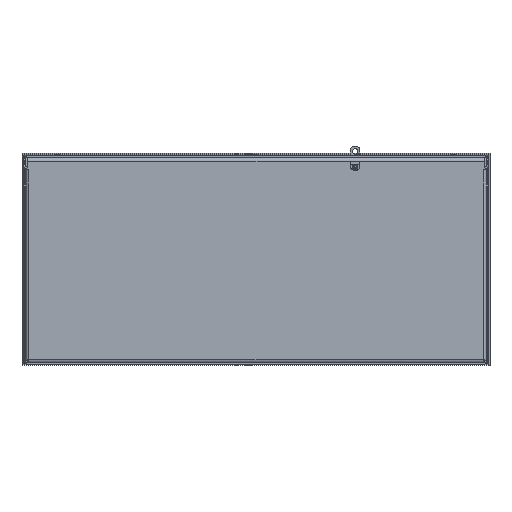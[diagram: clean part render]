
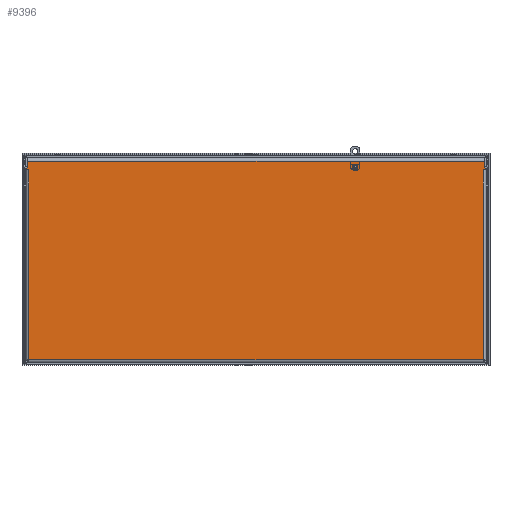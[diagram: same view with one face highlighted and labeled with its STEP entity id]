
A CAD part, front view. The second image highlights one B-rep face of the part: STEP entity #9396.
In plain terms, the highlighted planar face has unit normal (0, -1, 0).
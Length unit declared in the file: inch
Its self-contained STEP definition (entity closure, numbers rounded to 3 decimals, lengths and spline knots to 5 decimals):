
#48 = DIRECTION ( 'NONE',  ( 0., 0., -1. ) ) ;
#57 = DIRECTION ( 'NONE',  ( -1., 0., 0. ) ) ;
#66 = CARTESIAN_POINT ( 'NONE',  ( -8.86988, -18., -1.63375 ) ) ;
#239 = VERTEX_POINT ( 'NONE', #2756 ) ;
#452 = LINE ( 'NONE', #3878, #16285 ) ;
#555 = VECTOR ( 'NONE', #48, 39.37008 ) ;
#599 = DIRECTION ( 'NONE',  ( 1., 0., 0. ) ) ;
#1025 = VECTOR ( 'NONE', #1782, 39.37008 ) ;
#1187 = EDGE_CURVE ( 'NONE', #3153, #16008, #1995, .T. ) ;
#1410 = CARTESIAN_POINT ( 'NONE',  ( 17.73975, -18., -1.63375 ) ) ;
#1518 = CARTESIAN_POINT ( 'NONE',  ( 17.73955, -18., 13.18412 ) ) ;
#1782 = DIRECTION ( 'NONE',  ( 0., 0., -1. ) ) ;
#1816 = LINE ( 'NONE', #10371, #1025 ) ;
#1995 = LINE ( 'NONE', #66, #6474 ) ;
#1996 = FACE_OUTER_BOUND ( 'NONE', #8141, .T. ) ;
#2626 = VERTEX_POINT ( 'NONE', #1518 ) ;
#2643 = CARTESIAN_POINT ( 'NONE',  ( 17.73955, -18., 9.65287 ) ) ;
#2756 = CARTESIAN_POINT ( 'NONE',  ( -17.73955, -18., 13.18432 ) ) ;
#2860 = DIRECTION ( 'NONE',  ( 1., 0., 0. ) ) ;
#2962 = LINE ( 'NONE', #12916, #11877 ) ;
#3043 = EDGE_CURVE ( 'NONE', #20656, #16873, #19295, .T. ) ;
#3072 = AXIS2_PLACEMENT_3D ( 'NONE', #21422, #17835, #4313 ) ;
#3153 = VERTEX_POINT ( 'NONE', #3366 ) ;
#3238 = VECTOR ( 'NONE', #2860, 39.37008 ) ;
#3280 = CARTESIAN_POINT ( 'NONE',  ( 8.92219, -18., 13.877 ) ) ;
#3366 = CARTESIAN_POINT ( 'NONE',  ( -17.73975, -18., -1.63375 ) ) ;
#3449 = LINE ( 'NONE', #20146, #16077 ) ;
#3539 = ORIENTED_EDGE ( 'NONE', *, *, #9793, .T. ) ;
#3599 = VECTOR ( 'NONE', #11373, 39.37008 ) ;
#3736 = DIRECTION ( 'NONE',  ( 0., 0., 1. ) ) ;
#3779 = AXIS2_PLACEMENT_3D ( 'NONE', #21535, #8220, #4568 ) ;
#3800 = ORIENTED_EDGE ( 'NONE', *, *, #11594, .T. ) ;
#3878 = CARTESIAN_POINT ( 'NONE',  ( 17.73975, -18., 2.24393 ) ) ;
#3933 = VERTEX_POINT ( 'NONE', #6668 ) ;
#4313 = DIRECTION ( 'NONE',  ( 1., 0., 0. ) ) ;
#4383 = LINE ( 'NONE', #6249, #3599 ) ;
#4568 = DIRECTION ( 'NONE',  ( 1., 0., 0. ) ) ;
#4646 = ORIENTED_EDGE ( 'NONE', *, *, #10470, .T. ) ;
#4726 = CARTESIAN_POINT ( 'NONE',  ( 17.73955, -18., 13.18432 ) ) ;
#4743 = LINE ( 'NONE', #15211, #8669 ) ;
#4759 = CARTESIAN_POINT ( 'NONE',  ( 8.86978, -18., 13.18432 ) ) ;
#5145 = VECTOR ( 'NONE', #16597, 39.37008 ) ;
#5265 = LINE ( 'NONE', #20113, #12579 ) ;
#5382 = CIRCLE ( 'NONE', #3072, 0.1005 ) ;
#5601 = EDGE_CURVE ( 'NONE', #16008, #6304, #452, .T. ) ;
#5925 = CARTESIAN_POINT ( 'NONE',  ( -17.84438, -18., 13.877 ) ) ;
#6249 = CARTESIAN_POINT ( 'NONE',  ( 8.99219, -18., 13.18412 ) ) ;
#6304 = VERTEX_POINT ( 'NONE', #8275 ) ;
#6474 = VECTOR ( 'NONE', #10217, 39.37008 ) ;
#6668 = CARTESIAN_POINT ( 'NONE',  ( -17.73975, -18., 13.18412 ) ) ;
#6679 = VECTOR ( 'NONE', #12936, 39.37008 ) ;
#6886 = ORIENTED_EDGE ( 'NONE', *, *, #17008, .T. ) ;
#7354 = VERTEX_POINT ( 'NONE', #11629 ) ;
#7829 = EDGE_CURVE ( 'NONE', #6304, #2626, #4383, .T. ) ;
#7994 = CARTESIAN_POINT ( 'NONE',  ( 7.8505, -18., 13.42387 ) ) ;
#8141 = EDGE_LOOP ( 'NONE', ( #3800, #15375, #6886, #18422, #15439, #16247, #8643, #15510, #12976, #14672, #3539, #14585, #16589, #4646 ) ) ;
#8220 = DIRECTION ( 'NONE',  ( 0., 1., 0. ) ) ;
#8275 = CARTESIAN_POINT ( 'NONE',  ( 17.73975, -18., 13.18412 ) ) ;
#8643 = ORIENTED_EDGE ( 'NONE', *, *, #21283, .T. ) ;
#8669 = VECTOR ( 'NONE', #15416, 39.37008 ) ;
#8918 = VERTEX_POINT ( 'NONE', #14477 ) ;
#9396 = ADVANCED_FACE ( 'NONE', ( #1996, #19663 ), #19748, .F. ) ;
#9793 = EDGE_CURVE ( 'NONE', #2626, #20656, #10099, .T. ) ;
#10024 = DIRECTION ( 'NONE',  ( -0.5, 0., -0.866 ) ) ;
#10099 = LINE ( 'NONE', #2643, #6679 ) ;
#10217 = DIRECTION ( 'NONE',  ( 1., 0., 0. ) ) ;
#10371 = CARTESIAN_POINT ( 'NONE',  ( -17.84438, -18., 10.12162 ) ) ;
#10422 = CARTESIAN_POINT ( 'NONE',  ( 17.84437, -18., 13.42661 ) ) ;
#10470 = EDGE_CURVE ( 'NONE', #16354, #7354, #2962, .T. ) ;
#10878 = EDGE_LOOP ( 'NONE', ( #19618 ) ) ;
#11266 = DIRECTION ( 'NONE',  ( 0., 0., 1. ) ) ;
#11373 = DIRECTION ( 'NONE',  ( -1., 0., 0. ) ) ;
#11430 = LINE ( 'NONE', #17416, #17005 ) ;
#11594 = EDGE_CURVE ( 'NONE', #7354, #12495, #21266, .T. ) ;
#11629 = CARTESIAN_POINT ( 'NONE',  ( 17.84437, -18., 13.877 ) ) ;
#11754 = EDGE_CURVE ( 'NONE', #12495, #8918, #1816, .T. ) ;
#11830 = CARTESIAN_POINT ( 'NONE',  ( -17.73955, -18., 9.65297 ) ) ;
#11877 = VECTOR ( 'NONE', #11266, 39.37008 ) ;
#12324 = EDGE_CURVE ( 'NONE', #13681, #3933, #5265, .T. ) ;
#12495 = VERTEX_POINT ( 'NONE', #5925 ) ;
#12579 = VECTOR ( 'NONE', #57, 39.37008 ) ;
#12916 = CARTESIAN_POINT ( 'NONE',  ( 17.84438, -18., 9.77412 ) ) ;
#12936 = DIRECTION ( 'NONE',  ( 0., 0., 1. ) ) ;
#12976 = ORIENTED_EDGE ( 'NONE', *, *, #5601, .T. ) ;
#13312 = EDGE_CURVE ( 'NONE', #17906, #239, #11430, .T. ) ;
#13681 = VERTEX_POINT ( 'NONE', #15202 ) ;
#13694 = LINE ( 'NONE', #17548, #18231 ) ;
#14118 = CARTESIAN_POINT ( 'NONE',  ( -17.98426, -18., 13.18432 ) ) ;
#14477 = CARTESIAN_POINT ( 'NONE',  ( -17.84438, -18., 13.42661 ) ) ;
#14585 = ORIENTED_EDGE ( 'NONE', *, *, #3043, .T. ) ;
#14672 = ORIENTED_EDGE ( 'NONE', *, *, #7829, .T. ) ;
#15202 = CARTESIAN_POINT ( 'NONE',  ( -17.73955, -18., 13.18412 ) ) ;
#15211 = CARTESIAN_POINT ( 'NONE',  ( 17.2654, -18., 14.42942 ) ) ;
#15375 = ORIENTED_EDGE ( 'NONE', *, *, #11754, .T. ) ;
#15416 = DIRECTION ( 'NONE',  ( -0.5, 0., 0.866 ) ) ;
#15439 = ORIENTED_EDGE ( 'NONE', *, *, #16581, .T. ) ;
#15510 = ORIENTED_EDGE ( 'NONE', *, *, #1187, .T. ) ;
#15865 = EDGE_CURVE ( 'NONE', #19727, #19727, #5382, .T. ) ;
#16008 = VERTEX_POINT ( 'NONE', #1410 ) ;
#16077 = VECTOR ( 'NONE', #10024, 39.37008 ) ;
#16247 = ORIENTED_EDGE ( 'NONE', *, *, #12324, .T. ) ;
#16285 = VECTOR ( 'NONE', #3736, 39.37008 ) ;
#16354 = VERTEX_POINT ( 'NONE', #10422 ) ;
#16581 = EDGE_CURVE ( 'NONE', #239, #13681, #19273, .T. ) ;
#16589 = ORIENTED_EDGE ( 'NONE', *, *, #17213, .T. ) ;
#16597 = DIRECTION ( 'NONE',  ( -1., 0., 0. ) ) ;
#16873 = VERTEX_POINT ( 'NONE', #19407 ) ;
#17005 = VECTOR ( 'NONE', #599, 39.37008 ) ;
#17008 = EDGE_CURVE ( 'NONE', #8918, #17906, #3449, .T. ) ;
#17213 = EDGE_CURVE ( 'NONE', #16873, #16354, #4743, .T. ) ;
#17416 = CARTESIAN_POINT ( 'NONE',  ( -8.99213, -18., 13.18432 ) ) ;
#17548 = CARTESIAN_POINT ( 'NONE',  ( -17.73975, -18., 9.65287 ) ) ;
#17835 = DIRECTION ( 'NONE',  ( 0., 1., 0. ) ) ;
#17906 = VERTEX_POINT ( 'NONE', #14118 ) ;
#18231 = VECTOR ( 'NONE', #20666, 39.37008 ) ;
#18422 = ORIENTED_EDGE ( 'NONE', *, *, #13312, .T. ) ;
#19273 = LINE ( 'NONE', #11830, #555 ) ;
#19295 = LINE ( 'NONE', #4759, #3238 ) ;
#19407 = CARTESIAN_POINT ( 'NONE',  ( 17.98426, -18., 13.18432 ) ) ;
#19618 = ORIENTED_EDGE ( 'NONE', *, *, #15865, .T. ) ;
#19663 = FACE_BOUND ( 'NONE', #10878, .T. ) ;
#19727 = VERTEX_POINT ( 'NONE', #7994 ) ;
#19748 = PLANE ( 'NONE',  #3779 ) ;
#20113 = CARTESIAN_POINT ( 'NONE',  ( -8.86978, -18., 13.18412 ) ) ;
#20146 = CARTESIAN_POINT ( 'NONE',  ( -17.1954, -18., 14.55066 ) ) ;
#20656 = VERTEX_POINT ( 'NONE', #4726 ) ;
#20666 = DIRECTION ( 'NONE',  ( 0., 0., -1. ) ) ;
#21266 = LINE ( 'NONE', #3280, #5145 ) ;
#21283 = EDGE_CURVE ( 'NONE', #3933, #3153, #13694, .T. ) ;
#21422 = CARTESIAN_POINT ( 'NONE',  ( 7.75, -18., 13.42387 ) ) ;
#21535 = CARTESIAN_POINT ( 'NONE',  ( 0., -18., 6.12162 ) ) ;
